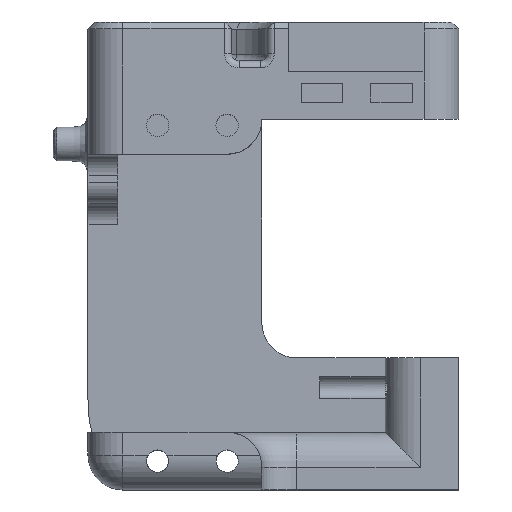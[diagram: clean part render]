
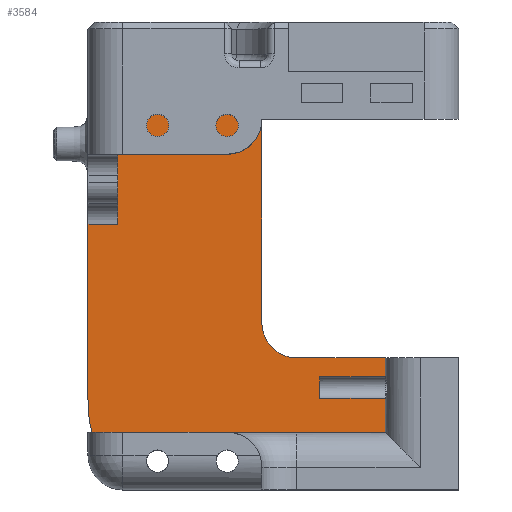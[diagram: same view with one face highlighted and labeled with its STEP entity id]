
A CAD part, top view. The second image highlights one B-rep face of the part: STEP entity #3584.
In plain terms, the highlighted planar face has unit normal (0, 0, 1).
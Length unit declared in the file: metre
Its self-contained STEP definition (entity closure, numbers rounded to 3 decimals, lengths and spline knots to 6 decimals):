
#84=B_SPLINE_CURVE_WITH_KNOTS('',3,(#5451,#5452,#5453,#5454),
 .UNSPECIFIED.,.F.,.F.,(4,4),(0.,0.00488),.UNSPECIFIED.);
#226=CIRCLE('',#3833,0.005);
#444=ORIENTED_EDGE('',*,*,#1506,.T.);
#445=ORIENTED_EDGE('',*,*,#1507,.F.);
#446=ORIENTED_EDGE('',*,*,#1410,.F.);
#447=ORIENTED_EDGE('',*,*,#1508,.T.);
#448=ORIENTED_EDGE('',*,*,#1412,.F.);
#449=ORIENTED_EDGE('',*,*,#1509,.F.);
#450=ORIENTED_EDGE('',*,*,#1510,.F.);
#451=ORIENTED_EDGE('',*,*,#1511,.F.);
#452=ORIENTED_EDGE('',*,*,#1512,.F.);
#453=ORIENTED_EDGE('',*,*,#1513,.F.);
#454=ORIENTED_EDGE('',*,*,#1514,.F.);
#455=ORIENTED_EDGE('',*,*,#1515,.F.);
#456=ORIENTED_EDGE('',*,*,#1516,.T.);
#457=ORIENTED_EDGE('',*,*,#1517,.F.);
#1410=EDGE_CURVE('',#1942,#1943,#2286,.T.);
#1412=EDGE_CURVE('',#1944,#1941,#2287,.F.);
#1506=EDGE_CURVE('',#2036,#2037,#2352,.T.);
#1507=EDGE_CURVE('',#1943,#2037,#2353,.T.);
#1508=EDGE_CURVE('',#1942,#1941,#2354,.T.);
#1509=EDGE_CURVE('',#2038,#1944,#2355,.T.);
#1510=EDGE_CURVE('',#2039,#2038,#2356,.T.);
#1511=EDGE_CURVE('',#2040,#2039,#226,.F.);
#1512=EDGE_CURVE('',#2041,#2040,#2357,.T.);
#1513=EDGE_CURVE('',#2042,#2041,#2358,.T.);
#1514=EDGE_CURVE('',#2043,#2042,#2359,.T.);
#1515=EDGE_CURVE('',#2044,#2043,#2360,.F.);
#1516=EDGE_CURVE('',#2044,#2045,#2361,.T.);
#1517=EDGE_CURVE('',#2036,#2045,#84,.T.);
#1941=VERTEX_POINT('',#5203);
#1942=VERTEX_POINT('',#5204);
#1943=VERTEX_POINT('',#5206);
#1944=VERTEX_POINT('',#5208);
#2036=VERTEX_POINT('',#5431);
#2037=VERTEX_POINT('',#5432);
#2038=VERTEX_POINT('',#5436);
#2039=VERTEX_POINT('',#5438);
#2040=VERTEX_POINT('',#5440);
#2041=VERTEX_POINT('',#5442);
#2042=VERTEX_POINT('',#5444);
#2043=VERTEX_POINT('',#5446);
#2044=VERTEX_POINT('',#5448);
#2045=VERTEX_POINT('',#5450);
#2286=LINE('',#5205,#2602);
#2287=LINE('',#5209,#2603);
#2352=LINE('',#5430,#2668);
#2353=LINE('',#5433,#2669);
#2354=LINE('',#5434,#2670);
#2355=LINE('',#5435,#2671);
#2356=LINE('',#5437,#2672);
#2357=LINE('',#5441,#2673);
#2358=LINE('',#5443,#2674);
#2359=LINE('',#5445,#2675);
#2360=LINE('',#5447,#2676);
#2361=LINE('',#5449,#2677);
#2602=VECTOR('',#4171,1.);
#2603=VECTOR('',#4174,1.);
#2668=VECTOR('',#4297,1.);
#2669=VECTOR('',#4298,1.);
#2670=VECTOR('',#4299,1.);
#2671=VECTOR('',#4300,1.);
#2672=VECTOR('',#4301,1.);
#2673=VECTOR('',#4304,1.);
#2674=VECTOR('',#4305,1.);
#2675=VECTOR('',#4306,1.);
#2676=VECTOR('',#4307,1.);
#2677=VECTOR('',#4308,1.);
#2933=EDGE_LOOP('',(#444,#445,#446,#447,#448,#449,#450,#451,#452,#453,#454,
#455,#456,#457));
#3212=FACE_BOUND('',#2933,.T.);
#3478=PLANE('',#3832);
#3584=ADVANCED_FACE('',(#3212),#3478,.T.);
#3832=AXIS2_PLACEMENT_3D('',#5429,#4295,#4296);
#3833=AXIS2_PLACEMENT_3D('',#5439,#4302,#4303);
#4171=DIRECTION('',(1.,0.,0.));
#4174=DIRECTION('',(1.,0.,0.));
#4295=DIRECTION('',(0.,0.,1.));
#4296=DIRECTION('',(-1.,0.,0.));
#4297=DIRECTION('',(1.,0.,0.));
#4298=DIRECTION('',(0.,-1.,0.));
#4299=DIRECTION('',(0.,1.,0.));
#4300=DIRECTION('',(0.,-1.,0.));
#4301=DIRECTION('',(1.,0.,0.));
#4302=DIRECTION('',(0.,0.,-1.));
#4303=DIRECTION('',(-1.,0.,0.));
#4304=DIRECTION('',(0.,-1.,0.));
#4305=DIRECTION('',(1.,0.,0.));
#4306=DIRECTION('',(0.,1.,0.));
#4307=DIRECTION('',(-1.,0.,0.));
#4308=DIRECTION('',(0.,-1.,0.));
#5203=CARTESIAN_POINT('',(0.01925,-0.024061,0.0055));
#5204=CARTESIAN_POINT('',(0.01925,-0.0271,0.0055));
#5205=CARTESIAN_POINT('',(-0.029449,-0.0271,0.0055));
#5206=CARTESIAN_POINT('',(0.028701,-0.0271,0.0055));
#5208=CARTESIAN_POINT('',(0.028701,-0.024061,0.0055));
#5209=CARTESIAN_POINT('',(-0.029449,-0.024061,0.0055));
#5429=CARTESIAN_POINT('',(-0.000549,-0.00133,0.0055));
#5430=CARTESIAN_POINT('',(-0.00405,-0.032077,0.0055));
#5431=CARTESIAN_POINT('',(-0.013438,-0.032077,0.0055));
#5432=CARTESIAN_POINT('',(0.028701,-0.032077,0.0055));
#5433=CARTESIAN_POINT('',(0.028701,0.02192,0.0055));
#5434=CARTESIAN_POINT('',(0.01925,-0.02558,0.0055));
#5435=CARTESIAN_POINT('',(0.028701,0.02192,0.0055));
#5436=CARTESIAN_POINT('',(0.028701,-0.02133,0.0055));
#5437=CARTESIAN_POINT('',(0.010948,-0.02133,0.0055));
#5438=CARTESIAN_POINT('',(0.01595,-0.02133,0.0055));
#5439=CARTESIAN_POINT('',(0.01595,-0.01633,0.0055));
#5440=CARTESIAN_POINT('',(0.01095,-0.01633,0.0055));
#5441=CARTESIAN_POINT('',(0.01095,0.02192,0.0055));
#5442=CARTESIAN_POINT('',(0.01095,0.018091,0.0055));
#5443=CARTESIAN_POINT('',(0.004825,0.018091,0.0055));
#5444=CARTESIAN_POINT('',(-0.009799,0.018091,0.0055));
#5445=CARTESIAN_POINT('',(-0.009799,-0.00133,0.0055));
#5446=CARTESIAN_POINT('',(-0.009799,-0.00208,0.0055));
#5447=CARTESIAN_POINT('',(-0.009799,-0.00208,0.0055));
#5448=CARTESIAN_POINT('',(-0.01405,-0.00208,0.0055));
#5449=CARTESIAN_POINT('',(-0.01405,-0.00133,0.0055));
#5450=CARTESIAN_POINT('',(-0.01405,-0.027236,0.0055));
#5451=CARTESIAN_POINT('',(-0.013438,-0.032077,0.0055));
#5452=CARTESIAN_POINT('',(-0.013985,-0.030519,0.0055));
#5453=CARTESIAN_POINT('',(-0.01405,-0.028874,0.0055));
#5454=CARTESIAN_POINT('',(-0.01405,-0.027236,0.0055));
